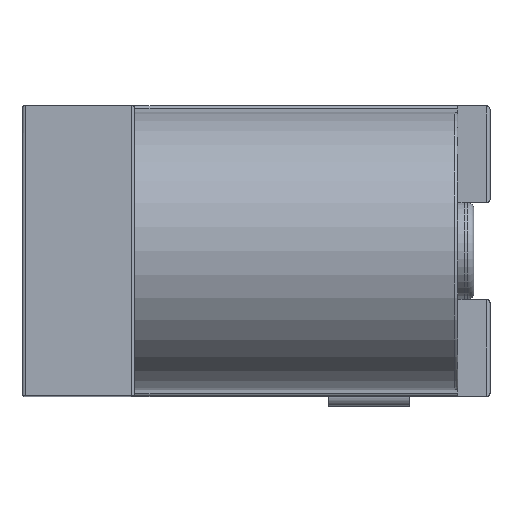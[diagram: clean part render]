
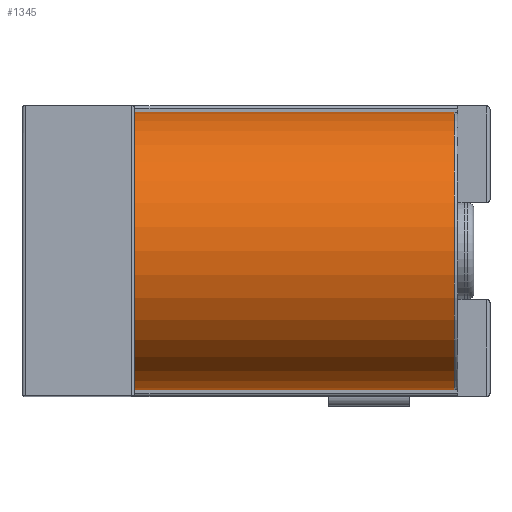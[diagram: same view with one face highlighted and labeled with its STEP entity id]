
A CAD part, top view. The second image highlights one B-rep face of the part: STEP entity #1345.
In plain terms, the highlighted cylindrical face has radius 4.3 mm (diameter 8.6 mm), a partial arc.
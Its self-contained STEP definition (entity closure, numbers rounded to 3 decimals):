
#719 = VERTEX_POINT('',#720);
#720 = CARTESIAN_POINT('',(-4.,4.3,6.5));
#730 = VERTEX_POINT('',#731);
#731 = CARTESIAN_POINT('',(-4.,-4.3,6.5));
#737 = EDGE_CURVE('',#719,#730,#738,.T.);
#738 = CIRCLE('',#739,4.3);
#739 = AXIS2_PLACEMENT_3D('',#740,#741,#742);
#740 = CARTESIAN_POINT('',(-4.,0.,6.5));
#741 = DIRECTION('',(1.,0.,0.));
#742 = DIRECTION('',(0.,-1.,0.));
#1298 = VERTEX_POINT('',#1299);
#1299 = CARTESIAN_POINT('',(5.9,4.3,6.5));
#1306 = EDGE_CURVE('',#719,#1298,#1307,.T.);
#1307 = LINE('',#1308,#1309);
#1308 = CARTESIAN_POINT('',(-4.,4.3,6.5));
#1309 = VECTOR('',#1310,1.);
#1310 = DIRECTION('',(1.,0.,0.));
#1325 = EDGE_CURVE('',#730,#1326,#1328,.T.);
#1326 = VERTEX_POINT('',#1327);
#1327 = CARTESIAN_POINT('',(5.9,-4.3,6.5));
#1328 = LINE('',#1329,#1330);
#1329 = CARTESIAN_POINT('',(-4.,-4.3,6.5));
#1330 = VECTOR('',#1331,1.);
#1331 = DIRECTION('',(1.,0.,0.));
#1345 = ADVANCED_FACE('',(#1346),#1358,.T.);
#1346 = FACE_BOUND('',#1347,.F.);
#1347 = EDGE_LOOP('',(#1348,#1349,#1356,#1357));
#1348 = ORIENTED_EDGE('',*,*,#1306,.T.);
#1349 = ORIENTED_EDGE('',*,*,#1350,.T.);
#1350 = EDGE_CURVE('',#1298,#1326,#1351,.T.);
#1351 = CIRCLE('',#1352,4.3);
#1352 = AXIS2_PLACEMENT_3D('',#1353,#1354,#1355);
#1353 = CARTESIAN_POINT('',(5.9,0.,6.5));
#1354 = DIRECTION('',(1.,0.,0.));
#1355 = DIRECTION('',(0.,1.,0.));
#1356 = ORIENTED_EDGE('',*,*,#1325,.F.);
#1357 = ORIENTED_EDGE('',*,*,#737,.F.);
#1358 = CYLINDRICAL_SURFACE('',#1359,4.3);
#1359 = AXIS2_PLACEMENT_3D('',#1360,#1361,#1362);
#1360 = CARTESIAN_POINT('',(-4.,0.,6.5));
#1361 = DIRECTION('',(-1.,0.,0.));
#1362 = DIRECTION('',(0.,-1.,0.));
